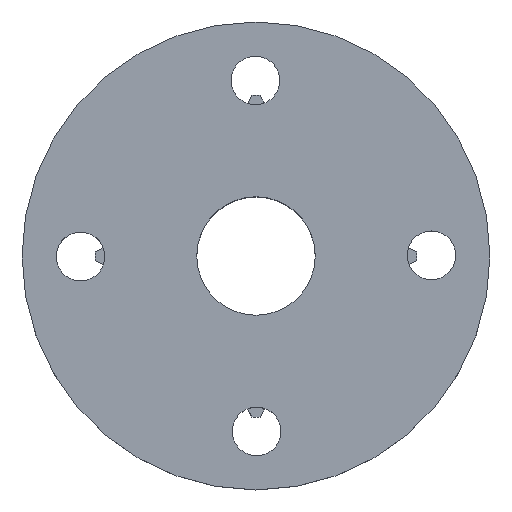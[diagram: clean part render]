
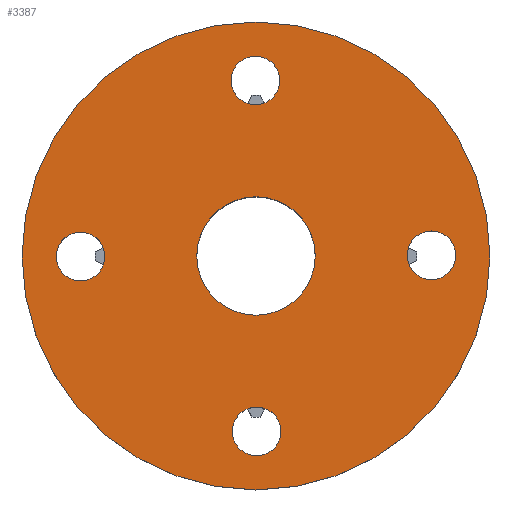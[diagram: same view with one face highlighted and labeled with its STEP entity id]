
A CAD part, top view. The second image highlights one B-rep face of the part: STEP entity #3387.
In plain terms, the highlighted planar face has unit normal (0, 0, 1).
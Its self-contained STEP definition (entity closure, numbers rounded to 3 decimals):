
#161=PLANE('',#3708);
#170=FACE_BOUND('',#527,.T.);
#171=FACE_BOUND('',#528,.T.);
#172=FACE_BOUND('',#529,.T.);
#173=FACE_BOUND('',#530,.T.);
#174=FACE_BOUND('',#531,.T.);
#346=FACE_OUTER_BOUND('',#526,.T.);
#526=EDGE_LOOP('',(#3141));
#527=EDGE_LOOP('',(#3142));
#528=EDGE_LOOP('',(#3143));
#529=EDGE_LOOP('',(#3144));
#530=EDGE_LOOP('',(#3145));
#531=EDGE_LOOP('',(#3146));
#1084=CIRCLE('',#3404,4.05);
#1249=CIRCLE('',#3694,1.666);
#1251=CIRCLE('',#3697,1.666);
#1253=CIRCLE('',#3700,1.666);
#1255=CIRCLE('',#3703,1.666);
#1257=CIRCLE('',#3706,16.);
#1258=VERTEX_POINT('',#4582);
#1593=VERTEX_POINT('',#16869);
#1595=VERTEX_POINT('',#16875);
#1597=VERTEX_POINT('',#16881);
#1599=VERTEX_POINT('',#16887);
#1601=VERTEX_POINT('',#16893);
#1602=EDGE_CURVE('',#1258,#1258,#1084,.T.);
#2104=EDGE_CURVE('',#1593,#1593,#1249,.F.);
#2107=EDGE_CURVE('',#1595,#1595,#1251,.F.);
#2110=EDGE_CURVE('',#1597,#1597,#1253,.F.);
#2113=EDGE_CURVE('',#1599,#1599,#1255,.F.);
#2116=EDGE_CURVE('',#1601,#1601,#1257,.T.);
#3141=ORIENTED_EDGE('',*,*,#2116,.F.);
#3142=ORIENTED_EDGE('',*,*,#1602,.T.);
#3143=ORIENTED_EDGE('',*,*,#2104,.T.);
#3144=ORIENTED_EDGE('',*,*,#2107,.T.);
#3145=ORIENTED_EDGE('',*,*,#2110,.T.);
#3146=ORIENTED_EDGE('',*,*,#2113,.T.);
#3387=ADVANCED_FACE('',(#346,#170,#171,#172,#173,#174),#161,.F.);
#3404=AXIS2_PLACEMENT_3D('',#4583,#3716,#3717);
#3694=AXIS2_PLACEMENT_3D('',#16871,#4543,#4544);
#3697=AXIS2_PLACEMENT_3D('',#16877,#4550,#4551);
#3700=AXIS2_PLACEMENT_3D('',#16883,#4557,#4558);
#3703=AXIS2_PLACEMENT_3D('',#16889,#4564,#4565);
#3706=AXIS2_PLACEMENT_3D('',#16895,#4571,#4572);
#3708=AXIS2_PLACEMENT_3D('',#16897,#4575,#4576);
#3716=DIRECTION('center_axis',(0.,0.,
-1.));
#3717=DIRECTION('ref_axis',(-1.,0.,0.));
#4543=DIRECTION('center_axis',(0.,0.,
1.));
#4544=DIRECTION('ref_axis',(0.,-1.,0.));
#4550=DIRECTION('center_axis',(0.,0.,
1.));
#4551=DIRECTION('ref_axis',(1.,0.,0.));
#4557=DIRECTION('center_axis',(0.,0.,
1.));
#4558=DIRECTION('ref_axis',(0.,1.,0.));
#4564=DIRECTION('center_axis',(0.,0.,
1.));
#4565=DIRECTION('ref_axis',(-1.,0.,0.));
#4571=DIRECTION('center_axis',(0.,0.,
-1.));
#4572=DIRECTION('ref_axis',(1.,0.,0.));
#4575=DIRECTION('center_axis',(0.,0.,
-1.));
#4576=DIRECTION('ref_axis',(1.,0.,0.));
#4582=CARTESIAN_POINT('',(-266.,45.539,835.8));
#4583=CARTESIAN_POINT('Origin',(-270.05,45.539,835.8));
#16869=CARTESIAN_POINT('',(-282.05,47.162,835.8));
#16871=CARTESIAN_POINT('Origin',(-282.05,45.496,835.8));
#16875=CARTESIAN_POINT('',(-271.672,33.539,835.8));
#16877=CARTESIAN_POINT('Origin',(-270.006,33.539,835.8));
#16881=CARTESIAN_POINT('',(-258.05,43.917,835.8));
#16883=CARTESIAN_POINT('Origin',(-258.05,45.583,835.8));
#16887=CARTESIAN_POINT('',(-268.428,57.539,835.8));
#16889=CARTESIAN_POINT('Origin',(-270.094,57.539,835.8));
#16893=CARTESIAN_POINT('',(-286.05,45.539,835.8));
#16895=CARTESIAN_POINT('Origin',(-270.05,45.539,835.8));
#16897=CARTESIAN_POINT('Origin',(-270.05,45.539,835.8));
